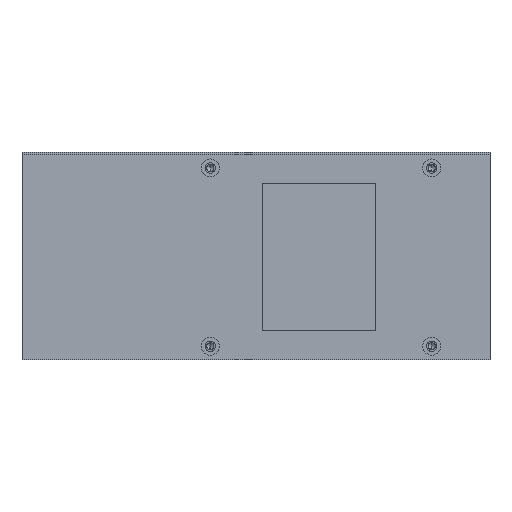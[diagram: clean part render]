
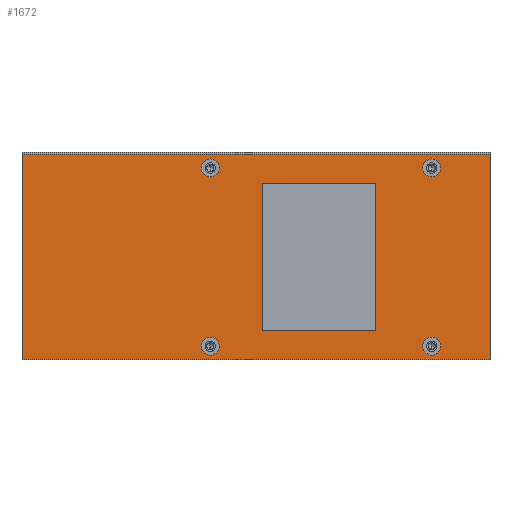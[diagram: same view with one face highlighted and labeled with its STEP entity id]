
A CAD part, front view. The second image highlights one B-rep face of the part: STEP entity #1672.
In plain terms, the highlighted planar face has unit normal (0, -1, 0).
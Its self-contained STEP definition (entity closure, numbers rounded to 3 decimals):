
#58 = EDGE_CURVE ( 'NONE', #89, #4212, #551, .T. ) ;
#59 = DIRECTION ( 'NONE',  ( 0., -1., 0. ) ) ;
#89 = VERTEX_POINT ( 'NONE', #193 ) ;
#95 = CARTESIAN_POINT ( 'NONE',  ( 65., 0., 28.5 ) ) ;
#128 = AXIS2_PLACEMENT_3D ( 'NONE', #5431, #5370, #5345 ) ;
#147 = CARTESIAN_POINT ( 'NONE',  ( 65., 0., -28.5 ) ) ;
#163 = EDGE_CURVE ( 'NONE', #2061, #1237, #1922, .T. ) ;
#187 = AXIS2_PLACEMENT_3D ( 'NONE', #3139, #2251, #275 ) ;
#193 = CARTESIAN_POINT ( 'NONE',  ( 48.8, 0., -27.25 ) ) ;
#198 = CARTESIAN_POINT ( 'NONE',  ( 33.25, 0., 20.5 ) ) ;
#275 = DIRECTION ( 'NONE',  ( 0., 0., 1. ) ) ;
#323 = EDGE_CURVE ( 'NONE', #5441, #2853, #3321, .T. ) ;
#393 = LINE ( 'NONE', #3281, #1422 ) ;
#432 = ORIENTED_EDGE ( 'NONE', *, *, #5282, .F. ) ;
#477 = VERTEX_POINT ( 'NONE', #2927 ) ;
#482 = DIRECTION ( 'NONE',  ( -1., 0., 0. ) ) ;
#551 = CIRCLE ( 'NONE', #1606, 2.5 ) ;
#642 = CARTESIAN_POINT ( 'NONE',  ( 48.8, 0., -22.25 ) ) ;
#661 = EDGE_CURVE ( 'NONE', #5428, #5064, #1025, .T. ) ;
#681 = ORIENTED_EDGE ( 'NONE', *, *, #4826, .F. ) ;
#683 = CIRCLE ( 'NONE', #3666, 2.5 ) ;
#742 = ORIENTED_EDGE ( 'NONE', *, *, #4990, .F. ) ;
#781 = CIRCLE ( 'NONE', #4671, 2.5 ) ;
#799 = ORIENTED_EDGE ( 'NONE', *, *, #58, .F. ) ;
#827 = EDGE_CURVE ( 'NONE', #2635, #5232, #683, .T. ) ;
#967 = ORIENTED_EDGE ( 'NONE', *, *, #5235, .F. ) ;
#1001 = FACE_BOUND ( 'NONE', #3390, .T. ) ;
#1025 = CIRCLE ( 'NONE', #187, 2.5 ) ;
#1028 = EDGE_CURVE ( 'NONE', #4955, #2139, #1624, .T. ) ;
#1072 = CARTESIAN_POINT ( 'NONE',  ( -12.7, 0., -24.75 ) ) ;
#1142 = CARTESIAN_POINT ( 'NONE',  ( -12.7, 0., -22.25 ) ) ;
#1232 = CARTESIAN_POINT ( 'NONE',  ( -65., 0., 28.5 ) ) ;
#1237 = VERTEX_POINT ( 'NONE', #95 ) ;
#1248 = DIRECTION ( 'NONE',  ( 0., 0., 1. ) ) ;
#1310 = EDGE_CURVE ( 'NONE', #4806, #477, #2761, .T. ) ;
#1338 = CARTESIAN_POINT ( 'NONE',  ( 48.8, 0., 24.75 ) ) ;
#1361 = VECTOR ( 'NONE', #1726, 1000. ) ;
#1422 = VECTOR ( 'NONE', #5705, 1000. ) ;
#1557 = VECTOR ( 'NONE', #5625, 1000. ) ;
#1559 = VECTOR ( 'NONE', #5579, 1000. ) ;
#1606 = AXIS2_PLACEMENT_3D ( 'NONE', #4010, #4440, #3232 ) ;
#1624 = LINE ( 'NONE', #1708, #1361 ) ;
#1665 = EDGE_CURVE ( 'NONE', #1237, #5441, #3368, .T. ) ;
#1672 = ADVANCED_FACE ( 'NONE', ( #4477, #5566, #3237, #1001, #2044, #4344 ), #5399, .F. ) ;
#1682 = ORIENTED_EDGE ( 'NONE', *, *, #323, .F. ) ;
#1685 = ORIENTED_EDGE ( 'NONE', *, *, #1028, .F. ) ;
#1708 = CARTESIAN_POINT ( 'NONE',  ( 1.75, 0., -20.5 ) ) ;
#1726 = DIRECTION ( 'NONE',  ( 1., 0., 0. ) ) ;
#1922 = LINE ( 'NONE', #5629, #4108 ) ;
#1987 = CARTESIAN_POINT ( 'NONE',  ( 33.25, 0., -20.5 ) ) ;
#2011 = VECTOR ( 'NONE', #1248, 1000. ) ;
#2044 = FACE_OUTER_BOUND ( 'NONE', #5453, .T. ) ;
#2061 = VERTEX_POINT ( 'NONE', #3226 ) ;
#2139 = VERTEX_POINT ( 'NONE', #1987 ) ;
#2153 = LINE ( 'NONE', #5541, #4306 ) ;
#2251 = DIRECTION ( 'NONE',  ( 0., -1., 0. ) ) ;
#2498 = CARTESIAN_POINT ( 'NONE',  ( -12.7, 0., -24.75 ) ) ;
#2509 = EDGE_CURVE ( 'NONE', #477, #4806, #781, .T. ) ;
#2573 = DIRECTION ( 'NONE',  ( 0., 0., 1. ) ) ;
#2635 = VERTEX_POINT ( 'NONE', #3004 ) ;
#2648 = ORIENTED_EDGE ( 'NONE', *, *, #1310, .F. ) ;
#2679 = AXIS2_PLACEMENT_3D ( 'NONE', #5397, #5480, #5262 ) ;
#2705 = ORIENTED_EDGE ( 'NONE', *, *, #1665, .F. ) ;
#2719 = ORIENTED_EDGE ( 'NONE', *, *, #2509, .F. ) ;
#2725 = EDGE_LOOP ( 'NONE', ( #432, #799 ) ) ;
#2761 = CIRCLE ( 'NONE', #128, 2.5 ) ;
#2853 = VERTEX_POINT ( 'NONE', #4465 ) ;
#2927 = CARTESIAN_POINT ( 'NONE',  ( 48.8, 0., 27.25 ) ) ;
#2948 = EDGE_LOOP ( 'NONE', ( #2719, #2648 ) ) ;
#2988 = DIRECTION ( 'NONE',  ( 0., 0., 1. ) ) ;
#3004 = CARTESIAN_POINT ( 'NONE',  ( -12.7, 0., -27.25 ) ) ;
#3139 = CARTESIAN_POINT ( 'NONE',  ( -12.7, 0., 24.75 ) ) ;
#3212 = DIRECTION ( 'NONE',  ( 0., -1., 0. ) ) ;
#3226 = CARTESIAN_POINT ( 'NONE',  ( -65., 0., 28.5 ) ) ;
#3228 = AXIS2_PLACEMENT_3D ( 'NONE', #1072, #59, #2573 ) ;
#3232 = DIRECTION ( 'NONE',  ( 0., 0., 1. ) ) ;
#3237 = FACE_BOUND ( 'NONE', #4122, .T. ) ;
#3281 = CARTESIAN_POINT ( 'NONE',  ( 1.75, 0., 20.5 ) ) ;
#3321 = LINE ( 'NONE', #147, #5509 ) ;
#3344 = CIRCLE ( 'NONE', #3228, 2.5 ) ;
#3368 = LINE ( 'NONE', #5545, #1559 ) ;
#3390 = EDGE_LOOP ( 'NONE', ( #5601, #5403 ) ) ;
#3631 = CIRCLE ( 'NONE', #4337, 2.5 ) ;
#3666 = AXIS2_PLACEMENT_3D ( 'NONE', #2498, #5174, #4864 ) ;
#3682 = EDGE_CURVE ( 'NONE', #5232, #2635, #3344, .T. ) ;
#3913 = CARTESIAN_POINT ( 'NONE',  ( 1.75, 0., -20.5 ) ) ;
#3987 = EDGE_LOOP ( 'NONE', ( #967, #4584, #681, #1685 ) ) ;
#4000 = AXIS2_PLACEMENT_3D ( 'NONE', #4163, #4172, #4186 ) ;
#4010 = CARTESIAN_POINT ( 'NONE',  ( 48.8, 0., -24.75 ) ) ;
#4040 = ORIENTED_EDGE ( 'NONE', *, *, #4351, .F. ) ;
#4101 = VERTEX_POINT ( 'NONE', #198 ) ;
#4108 = VECTOR ( 'NONE', #4316, 1000. ) ;
#4122 = EDGE_LOOP ( 'NONE', ( #4356, #742 ) ) ;
#4163 = CARTESIAN_POINT ( 'NONE',  ( -12.7, 0., 24.75 ) ) ;
#4172 = DIRECTION ( 'NONE',  ( 0., -1., 0. ) ) ;
#4186 = DIRECTION ( 'NONE',  ( 0., 0., 1. ) ) ;
#4212 = VERTEX_POINT ( 'NONE', #642 ) ;
#4306 = VECTOR ( 'NONE', #5588, 1000. ) ;
#4316 = DIRECTION ( 'NONE',  ( 1., 0., 0. ) ) ;
#4337 = AXIS2_PLACEMENT_3D ( 'NONE', #5536, #5529, #5524 ) ;
#4344 = FACE_BOUND ( 'NONE', #3987, .T. ) ;
#4351 = EDGE_CURVE ( 'NONE', #2853, #2061, #4444, .T. ) ;
#4356 = ORIENTED_EDGE ( 'NONE', *, *, #661, .F. ) ;
#4440 = DIRECTION ( 'NONE',  ( 0., -1., 0. ) ) ;
#4444 = LINE ( 'NONE', #1232, #2011 ) ;
#4464 = CARTESIAN_POINT ( 'NONE',  ( -12.7, 0., 22.25 ) ) ;
#4465 = CARTESIAN_POINT ( 'NONE',  ( -65., 0., -28.5 ) ) ;
#4477 = FACE_BOUND ( 'NONE', #2725, .T. ) ;
#4584 = ORIENTED_EDGE ( 'NONE', *, *, #5261, .F. ) ;
#4666 = CIRCLE ( 'NONE', #4000, 2.5 ) ;
#4671 = AXIS2_PLACEMENT_3D ( 'NONE', #1338, #3212, #2988 ) ;
#4757 = VERTEX_POINT ( 'NONE', #4822 ) ;
#4806 = VERTEX_POINT ( 'NONE', #5052 ) ;
#4816 = CARTESIAN_POINT ( 'NONE',  ( 65., 0., -28.5 ) ) ;
#4822 = CARTESIAN_POINT ( 'NONE',  ( 1.75, 0., 20.5 ) ) ;
#4826 = EDGE_CURVE ( 'NONE', #2139, #4101, #2153, .T. ) ;
#4864 = DIRECTION ( 'NONE',  ( 0., 0., 1. ) ) ;
#4953 = CARTESIAN_POINT ( 'NONE',  ( -12.7, 0., 27.25 ) ) ;
#4955 = VERTEX_POINT ( 'NONE', #3913 ) ;
#4990 = EDGE_CURVE ( 'NONE', #5064, #5428, #4666, .T. ) ;
#5052 = CARTESIAN_POINT ( 'NONE',  ( 48.8, 0., 22.25 ) ) ;
#5064 = VERTEX_POINT ( 'NONE', #4464 ) ;
#5067 = LINE ( 'NONE', #5637, #1557 ) ;
#5174 = DIRECTION ( 'NONE',  ( 0., -1., 0. ) ) ;
#5232 = VERTEX_POINT ( 'NONE', #1142 ) ;
#5235 = EDGE_CURVE ( 'NONE', #4757, #4955, #393, .T. ) ;
#5261 = EDGE_CURVE ( 'NONE', #4101, #4757, #5067, .T. ) ;
#5262 = DIRECTION ( 'NONE',  ( 0., 0., 1. ) ) ;
#5282 = EDGE_CURVE ( 'NONE', #4212, #89, #3631, .T. ) ;
#5345 = DIRECTION ( 'NONE',  ( 0., 0., 1. ) ) ;
#5370 = DIRECTION ( 'NONE',  ( 0., -1., 0. ) ) ;
#5397 = CARTESIAN_POINT ( 'NONE',  ( 0., 0., 0. ) ) ;
#5399 = PLANE ( 'NONE',  #2679 ) ;
#5403 = ORIENTED_EDGE ( 'NONE', *, *, #827, .F. ) ;
#5428 = VERTEX_POINT ( 'NONE', #4953 ) ;
#5431 = CARTESIAN_POINT ( 'NONE',  ( 48.8, 0., 24.75 ) ) ;
#5441 = VERTEX_POINT ( 'NONE', #4816 ) ;
#5453 = EDGE_LOOP ( 'NONE', ( #4040, #1682, #2705, #5635 ) ) ;
#5480 = DIRECTION ( 'NONE',  ( 0., 1., 0. ) ) ;
#5509 = VECTOR ( 'NONE', #482, 1000. ) ;
#5524 = DIRECTION ( 'NONE',  ( 0., 0., 1. ) ) ;
#5529 = DIRECTION ( 'NONE',  ( 0., -1., 0. ) ) ;
#5536 = CARTESIAN_POINT ( 'NONE',  ( 48.8, 0., -24.75 ) ) ;
#5541 = CARTESIAN_POINT ( 'NONE',  ( 33.25, 0., 20.5 ) ) ;
#5545 = CARTESIAN_POINT ( 'NONE',  ( 65., 0., 28.5 ) ) ;
#5566 = FACE_BOUND ( 'NONE', #2948, .T. ) ;
#5579 = DIRECTION ( 'NONE',  ( 0., 0., -1. ) ) ;
#5588 = DIRECTION ( 'NONE',  ( 0., 0., 1. ) ) ;
#5601 = ORIENTED_EDGE ( 'NONE', *, *, #3682, .F. ) ;
#5625 = DIRECTION ( 'NONE',  ( -1., 0., 0. ) ) ;
#5629 = CARTESIAN_POINT ( 'NONE',  ( 65., 0., 28.5 ) ) ;
#5635 = ORIENTED_EDGE ( 'NONE', *, *, #163, .F. ) ;
#5637 = CARTESIAN_POINT ( 'NONE',  ( 1.75, 0., 20.5 ) ) ;
#5705 = DIRECTION ( 'NONE',  ( 0., 0., -1. ) ) ;
